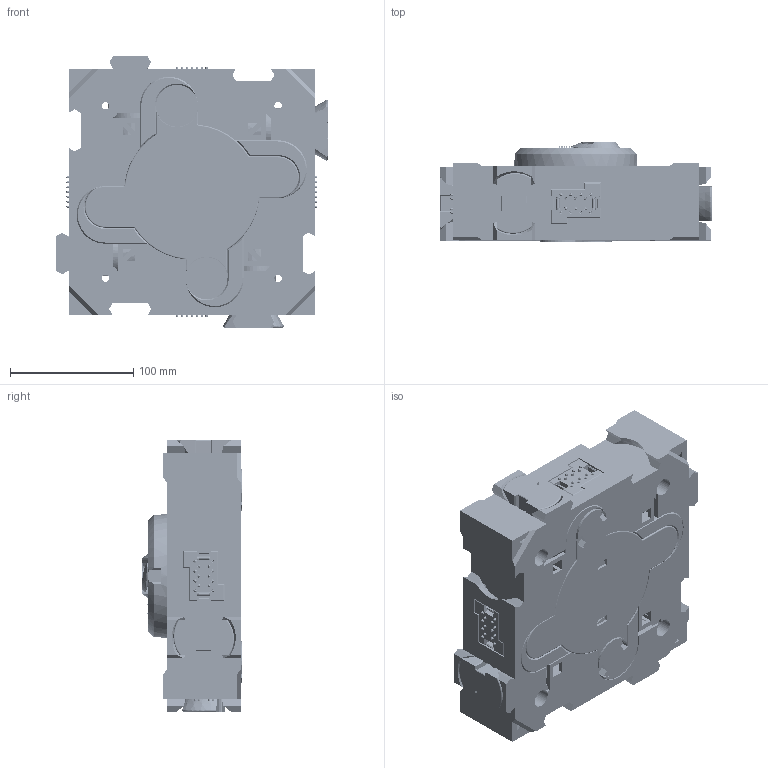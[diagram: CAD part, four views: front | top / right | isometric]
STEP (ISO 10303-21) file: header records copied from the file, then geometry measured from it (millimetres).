
FILE_DESCRIPTION (( 'STEP AP214' ), '1' );
FILE_NAME ('asm_connector_surface.STEP', '2022-03-14T13:37:39', ( '' ), ( '' ), 'SwSTEP 2.0', 'SolidWorks 2020', '' );
FILE_SCHEMA (( 'AUTOMOTIVE_DESIGN' ));
Length unit declared in the file: millimetre
Products named in the file (27): connect_board_211223; connector_f_3508; angle_211224; rotor_3508; stator_3506; connector_m_3508; _connecting_module; pogopin_cup_220111; connector_cup; asm_brd2_220111; screw1_211222; motor_holder3508; central_plate; cap2_220111; pld_8_211217; simple_cup_220102; motor_3506; screw_3508; rotary_fixer_220101; screw2_220103; motor_gear3508; pogopin_a734_3_3x12_211214; asm_connect_brd_211223; asm_connector_surface; board2_220110; pbd_8r_211217; case_3508
Assembly tree (67 placements, depth 4):
  asm_connector_surface
    angle_211224
    rotary_fixer_220101  x4
    screw1_211222  x4
    asm_connect_brd_211223  x4
      connect_board_211223
      pogopin_a734_3_3x12_211214
      pbd_8r_211217
      asm_brd2_220111
        board2_220110
        pld_8_211217  x2
    connector_cup
    screw2_220103  x4
    pogopin_cup_220111  x4
    cap2_220111  x8
    central_plate
    simple_cup_220102
    _connecting_module
      connector_f_3508  x3
      motor_holder3508
      motor_gear3508
      motor_3506
        rotor_3508
        stator_3506
      screw_3508
      case_3508
      connector_m_3508  x3
Bounding box: 220.35 x 81 x 220 mm (x, y, z)
Volume: 1461159.6 mm3; surface area: 652157.8 mm2
Topology: 120 solids, 120 shells, 6358 faces, 16843 edges, 10862 vertices
Faces by surface type: cylinder 2794, plane 2637, torus 464, cone 260, sphere 112, bspline 91
Entity records: 94724 total; most frequent: CARTESIAN_POINT 23442, ORIENTED_EDGE 14748, DIRECTION 14578, EDGE_CURVE 7374, AXIS2_PLACEMENT_3D 5165, VERTEX_POINT 4828, LINE 4248, VECTOR 4248
